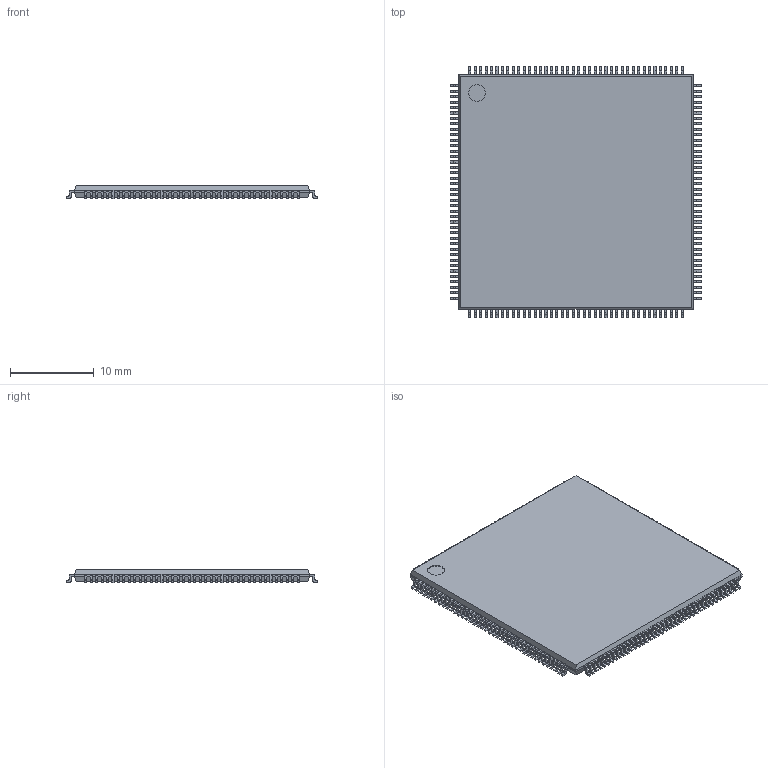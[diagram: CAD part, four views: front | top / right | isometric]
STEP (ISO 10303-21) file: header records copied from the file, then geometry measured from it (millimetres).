
FILE_DESCRIPTION(/* description */ (''),/* implementation_level */ '2;1');
FILE_NAME(/* name */ 'QFP65P3000X3000X160-160N.stp',/* time_stamp */ '2016-10-11T18:24:13+02:00',/* author */ ('riccim'),/* organization */ (''),/* preprocessor_version */ 'ST-DEVELOPER v15.5',/* originating_system */ 'AutoCAD Mechanical',/* authorisation */ '');
FILE_SCHEMA (('AUTOMOTIVE_DESIGN { 1 0 10303 214 3 1 1 }'));
Products named in the file (1): Product
Bounding box: 30.05 x 30.05 x 1.6 mm (x, y, z)
Volume: 1179.2 mm3; surface area: 1980.8 mm2
Topology: 161 solids, 161 shells, 2256 faces, 5791 edges, 3858 vertices
Faces by surface type: plane 1615, cylinder 641
Full cylindrical faces by diameter (mm): 2 x1
Entity records: 68107 total; most frequent: CARTESIAN_POINT 11905, DIRECTION 11586, ORIENTED_EDGE 11580, EDGE_CURVE 5790, LINE 4508, VECTOR 4508, VERTEX_POINT 3858, AXIS2_PLACEMENT_3D 3539
